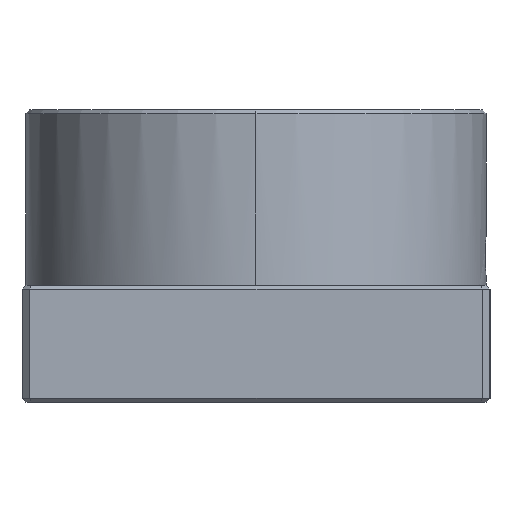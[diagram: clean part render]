
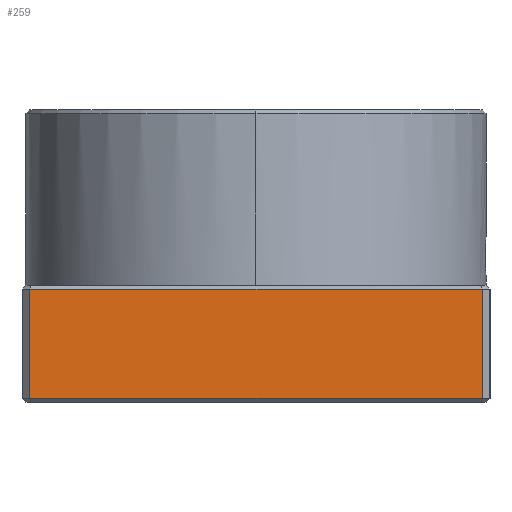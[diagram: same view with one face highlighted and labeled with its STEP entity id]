
A CAD part, left-side view. The second image highlights one B-rep face of the part: STEP entity #259.
In plain terms, the highlighted planar face has unit normal (-1, 0, 0).
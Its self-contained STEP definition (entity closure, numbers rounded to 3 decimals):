
#176 = EDGE_CURVE ( 'NONE', #1991, #553, #1265, .T. ) ;
#178 = CARTESIAN_POINT ( 'NONE',  ( -95., 58., 1. ) ) ;
#201 = DIRECTION ( 'NONE',  ( 0., 1., 0. ) ) ;
#259 = ADVANCED_FACE ( 'NONE', ( #1263 ), #313, .F. ) ;
#283 = VECTOR ( 'NONE', #1726, 1000. ) ;
#313 = PLANE ( 'NONE',  #1485 ) ;
#337 = EDGE_LOOP ( 'NONE', ( #1323, #907, #454, #662 ) ) ;
#343 = CARTESIAN_POINT ( 'NONE',  ( -95., -58., 29. ) ) ;
#355 = CARTESIAN_POINT ( 'NONE',  ( -95., 58., 30. ) ) ;
#367 = LINE ( 'NONE', #681, #749 ) ;
#380 = EDGE_CURVE ( 'NONE', #1991, #1676, #367, .T. ) ;
#452 = VECTOR ( 'NONE', #527, 1000. ) ;
#454 = ORIENTED_EDGE ( 'NONE', *, *, #176, .F. ) ;
#457 = DIRECTION ( 'NONE',  ( 0., 0., -1. ) ) ;
#465 = EDGE_CURVE ( 'NONE', #1676, #1758, #1103, .T. ) ;
#484 = DIRECTION ( 'NONE',  ( 0., 1., 0. ) ) ;
#527 = DIRECTION ( 'NONE',  ( 0., 0., -1. ) ) ;
#535 = CARTESIAN_POINT ( 'NONE',  ( -95., 58., 1. ) ) ;
#553 = VERTEX_POINT ( 'NONE', #1116 ) ;
#662 = ORIENTED_EDGE ( 'NONE', *, *, #380, .T. ) ;
#681 = CARTESIAN_POINT ( 'NONE',  ( -95., 58., 29. ) ) ;
#749 = VECTOR ( 'NONE', #201, 1000. ) ;
#907 = ORIENTED_EDGE ( 'NONE', *, *, #2057, .T. ) ;
#1038 = CARTESIAN_POINT ( 'NONE',  ( -95., 58., 30. ) ) ;
#1103 = LINE ( 'NONE', #355, #452 ) ;
#1116 = CARTESIAN_POINT ( 'NONE',  ( -95., -58., 1. ) ) ;
#1263 = FACE_OUTER_BOUND ( 'NONE', #337, .T. ) ;
#1265 = LINE ( 'NONE', #1332, #1661 ) ;
#1323 = ORIENTED_EDGE ( 'NONE', *, *, #465, .T. ) ;
#1332 = CARTESIAN_POINT ( 'NONE',  ( -95., -58., 30. ) ) ;
#1485 = AXIS2_PLACEMENT_3D ( 'NONE', #1038, #2202, #484 ) ;
#1661 = VECTOR ( 'NONE', #457, 1000. ) ;
#1676 = VERTEX_POINT ( 'NONE', #1716 ) ;
#1716 = CARTESIAN_POINT ( 'NONE',  ( -95., 58., 29. ) ) ;
#1726 = DIRECTION ( 'NONE',  ( 0., -1., 0. ) ) ;
#1758 = VERTEX_POINT ( 'NONE', #178 ) ;
#1991 = VERTEX_POINT ( 'NONE', #343 ) ;
#2057 = EDGE_CURVE ( 'NONE', #1758, #553, #2111, .T. ) ;
#2111 = LINE ( 'NONE', #535, #283 ) ;
#2202 = DIRECTION ( 'NONE',  ( 1., 0., 0. ) ) ;
